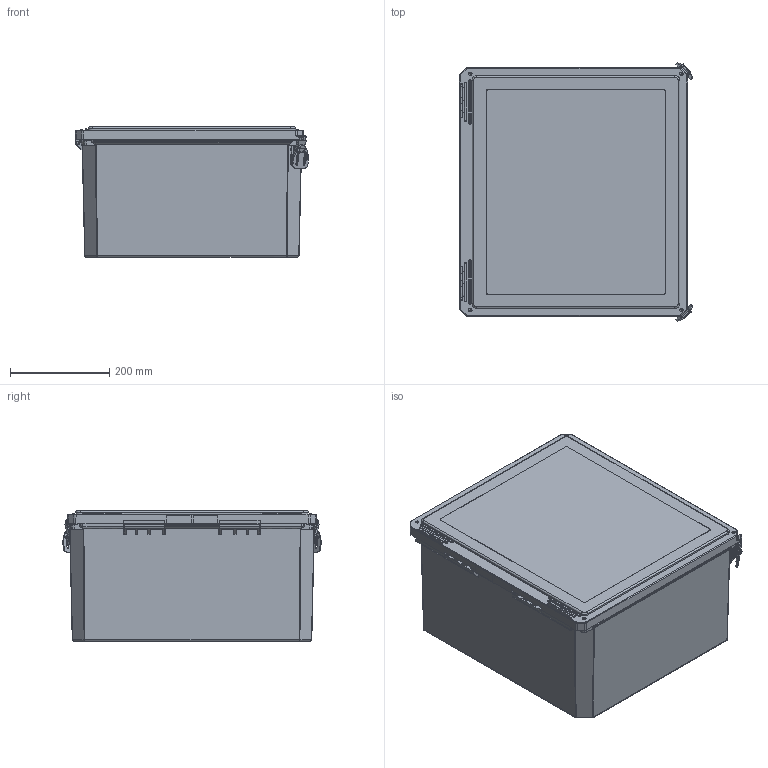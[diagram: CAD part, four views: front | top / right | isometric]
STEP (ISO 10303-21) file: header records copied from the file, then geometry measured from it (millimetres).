
FILE_DESCRIPTION(/* description */ (''),/* implementation_level */ '2;1');
FILE_NAME(/* name */ 'HW-181610CHTLW.stp',/* time_stamp */ '2016-08-23T08:09:41-05:00',/* author */ ('pmescher'),/* organization */ (''),/* preprocessor_version */ 'ST-DEVELOPER v16.5',/* originating_system */ 'Autodesk Inventor 2017',/* authorisation */ '');
FILE_SCHEMA (('AUTOMOTIVE_DESIGN { 1 0 10303 214 3 1 1 }'));
Products named in the file (17): DSW181610HLL_STP; DS181610BOX; BRASS INSERT-(; BRASS INSERT-(_1; BRASS INSERT-(_2; DSW181610CVR; GA1816; BRASS INSERT-(_3; DS COVER  BUSH; DS181610A; LOCKWT; part2; AT40007; part1; hinge; part3; RMHINGAT40006-04
Assembly tree (33 placements, depth 3):
  DSW181610HLL_STP
    DS181610BOX
    BRASS INSERT-(  x4
    BRASS INSERT-(_1  x4
    BRASS INSERT-(_2  x4
    DSW181610CVR
    GA1816
    BRASS INSERT-(_3  x4
    DS COVER  BUSH  x4
    DS181610A
    LOCKWT  x2
      part2
      AT40007
      part1
      hinge
      part3
    RMHINGAT40006-04  x2
Bounding box: 471.08 x 522.33 x 262.74 mm (x, y, z)
Volume: 4668677.9 mm3; surface area: 1958844.9 mm2
Topology: 36 solids, 36 shells, 2391 faces, 5903 edges, 3518 vertices
Faces by surface type: cylinder 932, plane 843, bspline 341, torus 189, cone 48, sphere 38
Full cylindrical faces by diameter (mm): 1.267 x4, 1.27 x2, 2.489 x4, 3.429 x4, 3.48 x4, 3.81 x4, 3.861 x8, 3.962 x16, 5.08 x4, 5.3 x4, 5.563 x2, 5.766 x2, 6.248 x16, 6.401 x4, 6.426 x4, 7.938 x2, 9.22 x2, 11.049 x2, 15.24 x2
Entity records: 80940 total; most frequent: CARTESIAN_POINT 30550, DIRECTION 10755, ORIENTED_EDGE 10244, EDGE_CURVE 5120, AXIS2_PLACEMENT_3D 4108, VERTEX_POINT 3115, LINE 2539, VECTOR 2539
